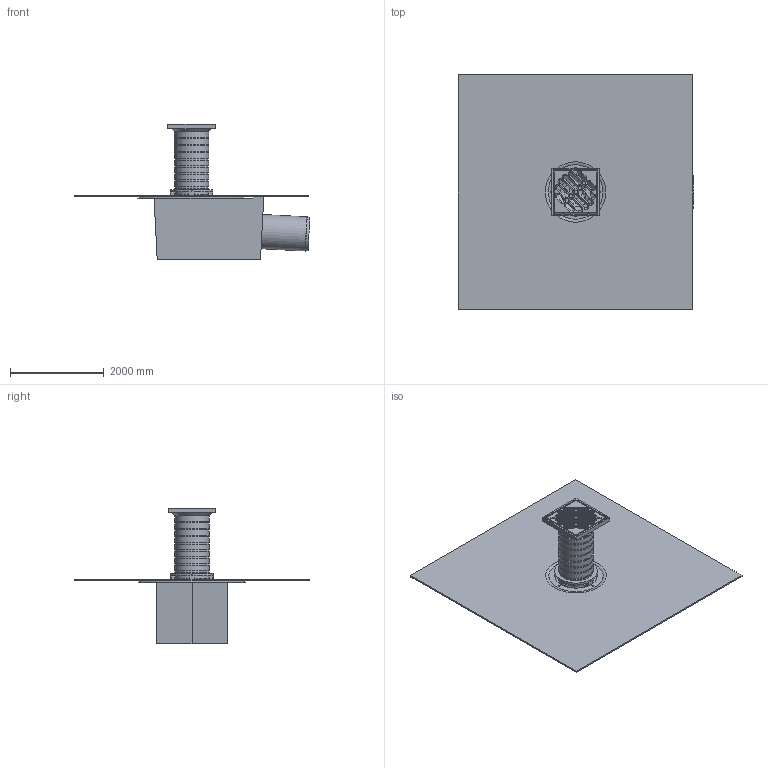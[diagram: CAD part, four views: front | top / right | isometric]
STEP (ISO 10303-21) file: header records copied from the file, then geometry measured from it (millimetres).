
FILE_DESCRIPTION(/* description */ (''),/* implementation_level */ '2;1');
FILE_NAME(/* name */ '15572.070X_3D.stp',/* time_stamp */ '2024-12-12T06:54:24+01:00',/* author */ ('CAD'),/* organization */ (''),/* preprocessor_version */ 'ST-DEVELOPER v20',/* originating_system */ 'AutoCAD Mechanical',/* authorisation */ '');
FILE_SCHEMA (('AUTOMOTIVE_DESIGN { 1 0 10303 214 3 1 1 }'));
Length unit declared in the file: centimetre
Products named in the file (2): Product; *S0
Assembly tree (1 placements, depth 2):
  Product
    *S0
Bounding box: 5018.83 x 5000 x 2882.7 mm (x, y, z)
Volume: 4133295196.4 mm3; surface area: 112534924.7 mm2
Topology: 12 solids, 12 shells, 625 faces, 1513 edges, 953 vertices
Faces by surface type: plane 211, cylinder 204, torus 103, cone 67, sphere 21, bspline 19
Full cylindrical faces by diameter (mm): 20 x8, 35 x2, 85 x2, 698 x2, 720 x8, 730 x12, 736 x1, 770 x1, 810 x1, 885 x1, 900 x1, 901 x1, 905 x1, 953.818 x1, 965 x2, 980 x1, 1000 x1, 1030 x1
Entity records: 20943 total; most frequent: CARTESIAN_POINT 5749, DIRECTION 3367, ORIENTED_EDGE 3022, EDGE_CURVE 1511, AXIS2_PLACEMENT_3D 1350, VERTEX_POINT 949, EDGE_LOOP 722, CIRCLE 719
